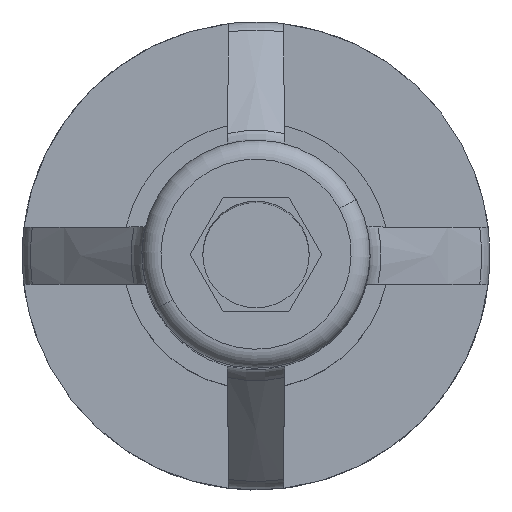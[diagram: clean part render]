
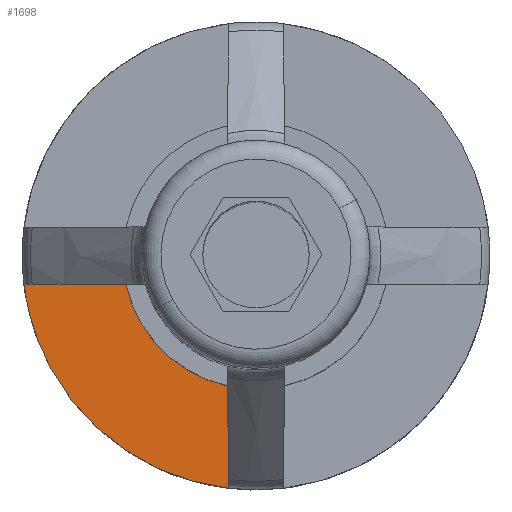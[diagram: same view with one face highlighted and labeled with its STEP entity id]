
A CAD part, top view. The second image highlights one B-rep face of the part: STEP entity #1698.
In plain terms, the highlighted planar face has unit normal (0, 0, 1).
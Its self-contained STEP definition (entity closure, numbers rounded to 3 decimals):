
#1461=AXIS2_PLACEMENT_3D('Plane Axis2P3D',#1458,#1459,#1460) ;
#1524=AXIS2_PLACEMENT_3D('Circle Axis2P3D',#1522,#1523,$) ;
#1602=AXIS2_PLACEMENT_3D('Circle Axis2P3D',#1600,#1601,$) ;
#1609=AXIS2_PLACEMENT_3D('Circle Axis2P3D',#1607,#1608,$) ;
#1680=AXIS2_PLACEMENT_3D('Circle Axis2P3D',#1678,#1679,$) ;
#1088=CARTESIAN_POINT('Vertex',(2.731,5.4,9.)) ;
#1115=CARTESIAN_POINT('Vertex',(0.046,5.4,9.)) ;
#1118=CARTESIAN_POINT('Line Origine',(1.389,5.4,9.)) ;
#1151=CARTESIAN_POINT('Vertex',(5.404,2.73,9.)) ;
#1154=CARTESIAN_POINT('Line Origine',(5.416,1.386,9.)) ;
#1158=CARTESIAN_POINT('Vertex',(5.428,0.043,9.)) ;
#1458=CARTESIAN_POINT('Axis2P3D Location',(6.15,6.15,9.)) ;
#1519=CARTESIAN_POINT('Vertex',(0.753,3.202,9.)) ;
#1522=CARTESIAN_POINT('Axis2P3D Location',(6.15,6.15,9.)) ;
#1600=CARTESIAN_POINT('Axis2P3D Location',(6.15,6.15,9.)) ;
#1604=CARTESIAN_POINT('Vertex',(5.4,0.046,9.)) ;
#1607=CARTESIAN_POINT('Axis2P3D Location',(6.15,6.15,9.)) ;
#1678=CARTESIAN_POINT('Axis2P3D Location',(6.15,6.15,9.)) ;
#1119=DIRECTION('Vector Direction',(1.,0.,0.)) ;
#1155=DIRECTION('Vector Direction',(0.009,-1.,0.)) ;
#1459=DIRECTION('Axis2P3D Direction',(0.,0.,1.)) ;
#1460=DIRECTION('Axis2P3D XDirection',(-1.,0.,0.)) ;
#1523=DIRECTION('Axis2P3D Direction',(0.,-0.,1.)) ;
#1601=DIRECTION('Axis2P3D Direction',(0.,-0.,1.)) ;
#1608=DIRECTION('Axis2P3D Direction',(0.,-0.,1.)) ;
#1679=DIRECTION('Axis2P3D Direction',(0.,0.,1.)) ;
#1120=VECTOR('Line Direction',#1119,1.) ;
#1156=VECTOR('Line Direction',#1155,1.) ;
#1691=ORIENTED_EDGE('',*,*,#1122,.F.) ;
#1692=ORIENTED_EDGE('',*,*,#1526,.T.) ;
#1693=ORIENTED_EDGE('',*,*,#1611,.T.) ;
#1694=ORIENTED_EDGE('',*,*,#1606,.T.) ;
#1695=ORIENTED_EDGE('',*,*,#1160,.F.) ;
#1696=ORIENTED_EDGE('',*,*,#1682,.F.) ;
#1698=ADVANCED_FACE('KOERPER.2',(#1697),#1462,.T.) ;
#1525=CIRCLE('generated circle',#1524,6.15) ;
#1603=CIRCLE('generated circle',#1602,6.15) ;
#1610=CIRCLE('generated circle',#1609,6.15) ;
#1681=CIRCLE('generated circle',#1680,3.5) ;
#1122=EDGE_CURVE('',#1116,#1089,#1121,.T.) ;
#1160=EDGE_CURVE('',#1152,#1159,#1157,.T.) ;
#1526=EDGE_CURVE('',#1116,#1520,#1525,.T.) ;
#1606=EDGE_CURVE('',#1605,#1159,#1603,.T.) ;
#1611=EDGE_CURVE('',#1520,#1605,#1610,.T.) ;
#1682=EDGE_CURVE('',#1089,#1152,#1681,.T.) ;
#1690=EDGE_LOOP('',(#1691,#1692,#1693,#1694,#1695,#1696)) ;
#1697=FACE_OUTER_BOUND('',#1690,.T.) ;
#1121=LINE('Line',#1118,#1120) ;
#1157=LINE('Line',#1154,#1156) ;
#1462=PLANE('',#1461) ;
#1089=VERTEX_POINT('',#1088) ;
#1116=VERTEX_POINT('',#1115) ;
#1152=VERTEX_POINT('',#1151) ;
#1159=VERTEX_POINT('',#1158) ;
#1520=VERTEX_POINT('',#1519) ;
#1605=VERTEX_POINT('',#1604) ;
